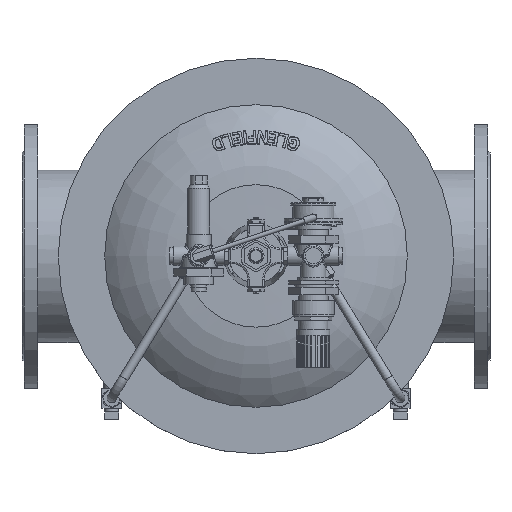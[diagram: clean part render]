
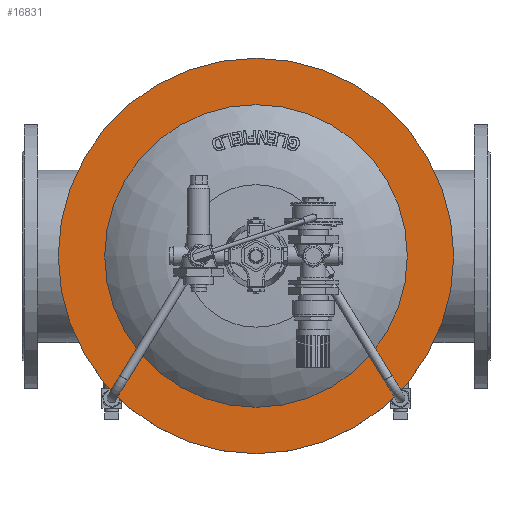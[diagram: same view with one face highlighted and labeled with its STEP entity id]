
A CAD part, top view. The second image highlights one B-rep face of the part: STEP entity #16831.
In plain terms, the highlighted planar face has unit normal (0, 0, 1).
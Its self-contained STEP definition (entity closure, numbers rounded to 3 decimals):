
#4129 = AXIS2_PLACEMENT_3D ( 'NONE', #25249, #25258, #25259 ) ;
#11068 = EDGE_LOOP ( 'NONE', ( #18714 ) ) ;
#11074 = EDGE_LOOP ( 'NONE', ( #18713 ) ) ;
#16831 = ADVANCED_FACE ( 'NONE', ( #17527, #17537 ), #25253, .T. ) ;
#17527 = FACE_OUTER_BOUND ( 'NONE', #11074, .T. ) ;
#17537 = FACE_BOUND ( 'NONE', #11068, .T. ) ;
#18713 = ORIENTED_EDGE ( 'NONE', *, *, #25717, .T. ) ;
#18714 = ORIENTED_EDGE ( 'NONE', *, *, #25883, .T. ) ;
#25249 = CARTESIAN_POINT ( 'NONE',  ( 0., 0., 13. ) ) ;
#25253 = PLANE ( 'NONE',  #4129 ) ;
#25258 = DIRECTION ( 'NONE',  ( 0., 0., 1. ) ) ;
#25259 = DIRECTION ( 'NONE',  ( 1., 0., 0. ) ) ;
#25717 = EDGE_CURVE ( 'NONE', #41689, #41689, #32251, .T. ) ;
#25883 = EDGE_CURVE ( 'NONE', #41698, #41698, #32310, .T. ) ;
#29050 = AXIS2_PLACEMENT_3D ( 'NONE', #31976, #31977, #31978 ) ;
#29062 = AXIS2_PLACEMENT_3D ( 'NONE', #34313, #34315, #34317 ) ;
#31976 = CARTESIAN_POINT ( 'NONE',  ( 0., 0., 13. ) ) ;
#31977 = DIRECTION ( 'NONE',  ( 0., 0., 1. ) ) ;
#31978 = DIRECTION ( 'NONE',  ( 1., 0., 0. ) ) ;
#32251 = CIRCLE ( 'NONE', #29050, 253.5 ) ;
#32310 = CIRCLE ( 'NONE', #29062, 194. ) ;
#34313 = CARTESIAN_POINT ( 'NONE',  ( 0., 0., 13. ) ) ;
#34315 = DIRECTION ( 'NONE',  ( 0., 0., -1. ) ) ;
#34317 = DIRECTION ( 'NONE',  ( -1., 0., 0. ) ) ;
#41483 = CARTESIAN_POINT ( 'NONE',  ( 253.5, 0., 13. ) ) ;
#41492 = CARTESIAN_POINT ( 'NONE',  ( -194., 0., 13. ) ) ;
#41689 = VERTEX_POINT ( 'NONE', #41483 ) ;
#41698 = VERTEX_POINT ( 'NONE', #41492 ) ;
